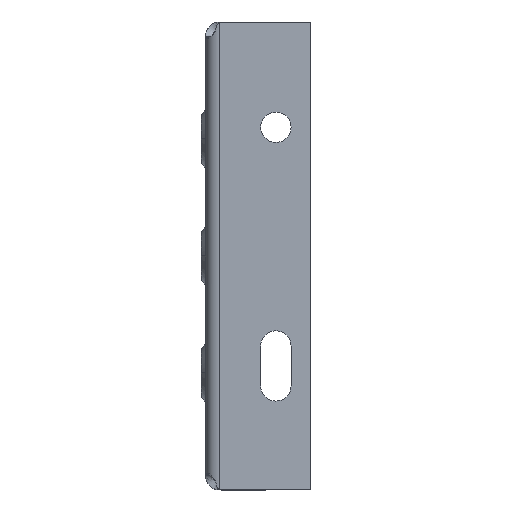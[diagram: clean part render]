
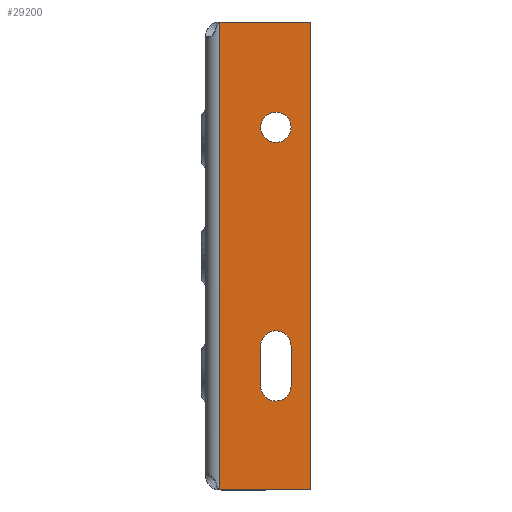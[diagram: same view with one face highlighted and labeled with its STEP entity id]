
A CAD part, left-side view. The second image highlights one B-rep face of the part: STEP entity #29200.
In plain terms, the highlighted planar face has unit normal (-1, 0, 0).
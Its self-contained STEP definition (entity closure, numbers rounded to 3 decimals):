
#399 = EDGE_CURVE ( 'NONE', #15801, #22984, #29585, .T. ) ;
#1458 = VECTOR ( 'NONE', #8435, 1000. ) ;
#2012 = FACE_BOUND ( 'NONE', #8147, .T. ) ;
#2194 = CARTESIAN_POINT ( 'NONE',  ( -350., -6.812, -100. ) ) ;
#2339 = DIRECTION ( 'NONE',  ( 1., 0., 0. ) ) ;
#2701 = CARTESIAN_POINT ( 'NONE',  ( -350., -45.007, 140.5 ) ) ;
#3500 = VECTOR ( 'NONE', #4548, 1000. ) ;
#3651 = ORIENTED_EDGE ( 'NONE', *, *, #21707, .T. ) ;
#3764 = ORIENTED_EDGE ( 'NONE', *, *, #20414, .T. ) ;
#4283 = VECTOR ( 'NONE', #29772, 1000. ) ;
#4548 = DIRECTION ( 'NONE',  ( 0., 0., 1. ) ) ;
#4557 = CARTESIAN_POINT ( 'NONE',  ( -350., -6.812, 100. ) ) ;
#4589 = FACE_BOUND ( 'NONE', #29563, .T. ) ;
#5162 = DIRECTION ( 'NONE',  ( 0., 1., 0. ) ) ;
#5710 = DIRECTION ( 'NONE',  ( 0., -1., 0. ) ) ;
#5922 = AXIS2_PLACEMENT_3D ( 'NONE', #25714, #18254, #15794 ) ;
#6010 = AXIS2_PLACEMENT_3D ( 'NONE', #15134, #29202, #8388 ) ;
#6429 = LINE ( 'NONE', #8575, #1458 ) ;
#6904 = ORIENTED_EDGE ( 'NONE', *, *, #20560, .T. ) ;
#7068 = CARTESIAN_POINT ( 'NONE',  ( -350., -6.812, -98. ) ) ;
#7310 = DIRECTION ( 'NONE',  ( 1., 0., 0. ) ) ;
#7849 = EDGE_CURVE ( 'NONE', #26366, #8104, #9560, .T. ) ;
#7885 = AXIS2_PLACEMENT_3D ( 'NONE', #9898, #7310, #5162 ) ;
#7897 = DIRECTION ( 'NONE',  ( 1., 0., 0. ) ) ;
#8020 = CARTESIAN_POINT ( 'NONE',  ( -350., -45.007, 100. ) ) ;
#8104 = VERTEX_POINT ( 'NONE', #27557 ) ;
#8147 = EDGE_LOOP ( 'NONE', ( #3764, #3651, #13435, #22768 ) ) ;
#8159 = LINE ( 'NONE', #26379, #24718 ) ;
#8388 = DIRECTION ( 'NONE',  ( 0., 1., 0. ) ) ;
#8435 = DIRECTION ( 'NONE',  ( 0., 0., -1. ) ) ;
#8575 = CARTESIAN_POINT ( 'NONE',  ( -350., -36.507, 0. ) ) ;
#9024 = PLANE ( 'NONE',  #21063 ) ;
#9109 = AXIS2_PLACEMENT_3D ( 'NONE', #7068, #2339, #9356 ) ;
#9356 = DIRECTION ( 'NONE',  ( 0., 0., -1. ) ) ;
#9560 = LINE ( 'NONE', #2701, #10547 ) ;
#9898 = CARTESIAN_POINT ( 'NONE',  ( -350., -30.007, 55. ) ) ;
#10358 = ORIENTED_EDGE ( 'NONE', *, *, #26224, .F. ) ;
#10547 = VECTOR ( 'NONE', #23507, 1000. ) ;
#10597 = DIRECTION ( 'NONE',  ( 0., 1., 0. ) ) ;
#10612 = ORIENTED_EDGE ( 'NONE', *, *, #17976, .T. ) ;
#11127 = ORIENTED_EDGE ( 'NONE', *, *, #26326, .F. ) ;
#11729 = ORIENTED_EDGE ( 'NONE', *, *, #7849, .T. ) ;
#12075 = VERTEX_POINT ( 'NONE', #29251 ) ;
#12203 = CARTESIAN_POINT ( 'NONE',  ( -350., -23.507, -38.5 ) ) ;
#12283 = CARTESIAN_POINT ( 'NONE',  ( -350., -6., -99.828 ) ) ;
#12494 = DIRECTION ( 'NONE',  ( 0., 1., 0. ) ) ;
#13435 = ORIENTED_EDGE ( 'NONE', *, *, #28195, .T. ) ;
#13859 = CARTESIAN_POINT ( 'NONE',  ( -350., -6., 0. ) ) ;
#13898 = CARTESIAN_POINT ( 'NONE',  ( -350., -23.507, 0. ) ) ;
#14154 = ORIENTED_EDGE ( 'NONE', *, *, #26607, .F. ) ;
#15134 = CARTESIAN_POINT ( 'NONE',  ( -350., -30.007, -38.5 ) ) ;
#15794 = DIRECTION ( 'NONE',  ( 0., 0., 1. ) ) ;
#15801 = VERTEX_POINT ( 'NONE', #18545 ) ;
#16249 = CARTESIAN_POINT ( 'NONE',  ( -350., 345.493, 0. ) ) ;
#16733 = CARTESIAN_POINT ( 'NONE',  ( -350., -23.507, -55.5 ) ) ;
#16848 = EDGE_CURVE ( 'NONE', #26696, #29582, #19131, .T. ) ;
#17727 = DIRECTION ( 'NONE',  ( 0., 1., 0. ) ) ;
#17976 = EDGE_CURVE ( 'NONE', #18010, #12075, #23997, .T. ) ;
#18010 = VERTEX_POINT ( 'NONE', #19980 ) ;
#18254 = DIRECTION ( 'NONE',  ( 1., 0., 0. ) ) ;
#18394 = DIRECTION ( 'NONE',  ( 1., 0., 0. ) ) ;
#18450 = CIRCLE ( 'NONE', #9109, 2. ) ;
#18497 = LINE ( 'NONE', #13898, #3500 ) ;
#18545 = CARTESIAN_POINT ( 'NONE',  ( -350., -36.507, -55.5 ) ) ;
#18697 = DIRECTION ( 'NONE',  ( 0., 0., -1. ) ) ;
#19131 = CIRCLE ( 'NONE', #5922, 2. ) ;
#19229 = CIRCLE ( 'NONE', #6010, 6.5 ) ;
#19625 = CIRCLE ( 'NONE', #7885, 6.5 ) ;
#19980 = CARTESIAN_POINT ( 'NONE',  ( -350., -23.507, 55. ) ) ;
#20414 = EDGE_CURVE ( 'NONE', #22984, #22072, #18497, .T. ) ;
#20560 = EDGE_CURVE ( 'NONE', #12075, #18010, #19625, .T. ) ;
#20909 = ORIENTED_EDGE ( 'NONE', *, *, #27347, .F. ) ;
#21063 = AXIS2_PLACEMENT_3D ( 'NONE', #16249, #18394, #18697 ) ;
#21707 = EDGE_CURVE ( 'NONE', #22072, #25209, #19229, .T. ) ;
#21760 = CARTESIAN_POINT ( 'NONE',  ( -350., -6., 99.828 ) ) ;
#22072 = VERTEX_POINT ( 'NONE', #12203 ) ;
#22190 = CARTESIAN_POINT ( 'NONE',  ( -350., -36.507, -38.5 ) ) ;
#22229 = EDGE_LOOP ( 'NONE', ( #20909, #14154, #10358, #11729, #11127, #22911 ) ) ;
#22262 = AXIS2_PLACEMENT_3D ( 'NONE', #29781, #24874, #17727 ) ;
#22530 = AXIS2_PLACEMENT_3D ( 'NONE', #23962, #7897, #12494 ) ;
#22583 = LINE ( 'NONE', #13859, #4283 ) ;
#22768 = ORIENTED_EDGE ( 'NONE', *, *, #399, .T. ) ;
#22825 = CARTESIAN_POINT ( 'NONE',  ( -350., -45.007, -100. ) ) ;
#22911 = ORIENTED_EDGE ( 'NONE', *, *, #16848, .F. ) ;
#22984 = VERTEX_POINT ( 'NONE', #16733 ) ;
#23266 = FACE_OUTER_BOUND ( 'NONE', #22229, .T. ) ;
#23507 = DIRECTION ( 'NONE',  ( 0., 0., 1. ) ) ;
#23962 = CARTESIAN_POINT ( 'NONE',  ( -350., -30.007, 55. ) ) ;
#23997 = CIRCLE ( 'NONE', #22530, 6.5 ) ;
#24718 = VECTOR ( 'NONE', #10597, 1000. ) ;
#24874 = DIRECTION ( 'NONE',  ( 1., 0., 0. ) ) ;
#25209 = VERTEX_POINT ( 'NONE', #22190 ) ;
#25714 = CARTESIAN_POINT ( 'NONE',  ( -350., -6.812, 98. ) ) ;
#26224 = EDGE_CURVE ( 'NONE', #26366, #26590, #8159, .T. ) ;
#26326 = EDGE_CURVE ( 'NONE', #29582, #8104, #26677, .T. ) ;
#26366 = VERTEX_POINT ( 'NONE', #22825 ) ;
#26379 = CARTESIAN_POINT ( 'NONE',  ( -350., -45.007, -100. ) ) ;
#26590 = VERTEX_POINT ( 'NONE', #2194 ) ;
#26607 = EDGE_CURVE ( 'NONE', #26590, #26771, #18450, .T. ) ;
#26677 = LINE ( 'NONE', #8020, #30116 ) ;
#26696 = VERTEX_POINT ( 'NONE', #21760 ) ;
#26771 = VERTEX_POINT ( 'NONE', #12283 ) ;
#27347 = EDGE_CURVE ( 'NONE', #26771, #26696, #22583, .T. ) ;
#27557 = CARTESIAN_POINT ( 'NONE',  ( -350., -45.007, 100. ) ) ;
#28195 = EDGE_CURVE ( 'NONE', #25209, #15801, #6429, .T. ) ;
#29200 = ADVANCED_FACE ( 'NONE', ( #2012, #4589, #23266 ), #9024, .F. ) ;
#29202 = DIRECTION ( 'NONE',  ( 1., 0., 0. ) ) ;
#29251 = CARTESIAN_POINT ( 'NONE',  ( -350., -36.507, 55. ) ) ;
#29563 = EDGE_LOOP ( 'NONE', ( #10612, #6904 ) ) ;
#29582 = VERTEX_POINT ( 'NONE', #4557 ) ;
#29585 = CIRCLE ( 'NONE', #22262, 6.5 ) ;
#29772 = DIRECTION ( 'NONE',  ( 0., 0., 1. ) ) ;
#29781 = CARTESIAN_POINT ( 'NONE',  ( -350., -30.007, -55.5 ) ) ;
#30116 = VECTOR ( 'NONE', #5710, 1000. ) ;
